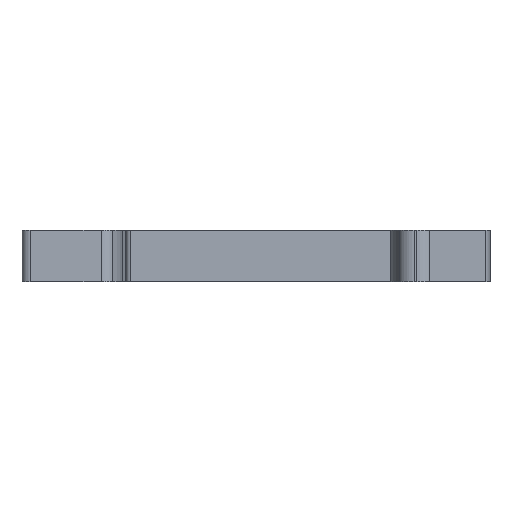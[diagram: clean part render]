
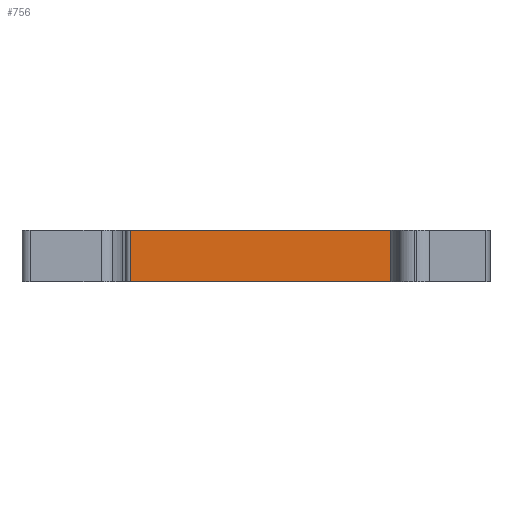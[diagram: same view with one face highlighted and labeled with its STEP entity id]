
A CAD part, front view. The second image highlights one B-rep face of the part: STEP entity #756.
In plain terms, the highlighted planar face has unit normal (0, -1, 0).
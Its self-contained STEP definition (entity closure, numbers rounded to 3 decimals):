
#756=ADVANCED_FACE('',(#2198),#2200,.T.);
#2198=FACE_BOUND('',#2199,.T.);
#2199=EDGE_LOOP('',(#3383,#3384,#3385,#3386));
#2200=PLANE('',#2201);
#2201=AXIS2_PLACEMENT_3D('',#2202,#2203,#2204);
#2202=CARTESIAN_POINT('',(-34.248,-9.25,0.5));
#2203=DIRECTION('',(0.,-1.,0.));
#2204=DIRECTION('',(-1.,0.,0.));
#3383=ORIENTED_EDGE('',*,*,#4312,.F.);
#3384=ORIENTED_EDGE('',*,*,#4172,.F.);
#3385=ORIENTED_EDGE('',*,*,#4026,.T.);
#3386=ORIENTED_EDGE('',*,*,#4313,.T.);
#4026=EDGE_CURVE('',#4618,#4616,#4619,.T.);
#4172=EDGE_CURVE('',#4618,#4888,#4889,.T.);
#4312=EDGE_CURVE('',#4888,#5116,#5117,.T.);
#4313=EDGE_CURVE('',#4616,#5116,#5118,.T.);
#4616=VERTEX_POINT('',#5655);
#4618=VERTEX_POINT('',#5660);
#4619=LINE('',#5661,#5662);
#4888=VERTEX_POINT('',#6272);
#4889=LINE('',#6273,#6274);
#5116=VERTEX_POINT('',#6802);
#5117=LINE('',#6803,#6804);
#5118=LINE('',#6806,#6807);
#5655=CARTESIAN_POINT('',(-34.248,-9.25,1.));
#5660=CARTESIAN_POINT('',(-1.8,-9.25,1.));
#5661=CARTESIAN_POINT('',(-1.8,-9.25,1.));
#5662=VECTOR('',#5663,1.);
#5663=DIRECTION('',(-1.,0.,0.));
#6272=CARTESIAN_POINT('',(-1.8,-9.25,-5.15));
#6273=CARTESIAN_POINT('',(-1.8,-9.25,1.));
#6274=VECTOR('',#6275,1.);
#6275=DIRECTION('',(0.,0.,-1.));
#6802=CARTESIAN_POINT('',(-34.248,-9.25,-5.15));
#6803=CARTESIAN_POINT('',(-1.8,-9.25,-5.15));
#6804=VECTOR('',#6805,1.);
#6805=DIRECTION('',(-1.,0.,0.));
#6806=CARTESIAN_POINT('',(-34.248,-9.25,1.));
#6807=VECTOR('',#6808,1.);
#6808=DIRECTION('',(0.,0.,-1.));
